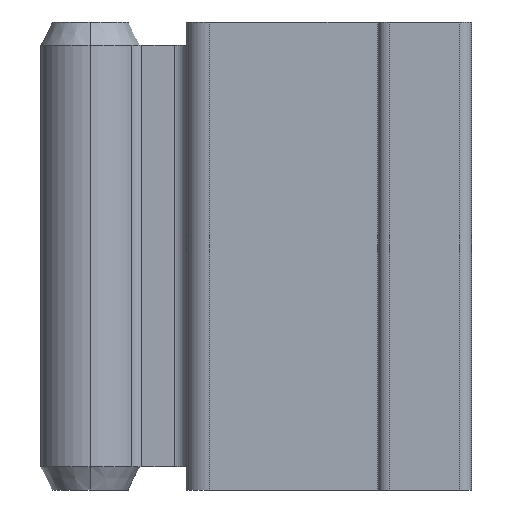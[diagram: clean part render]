
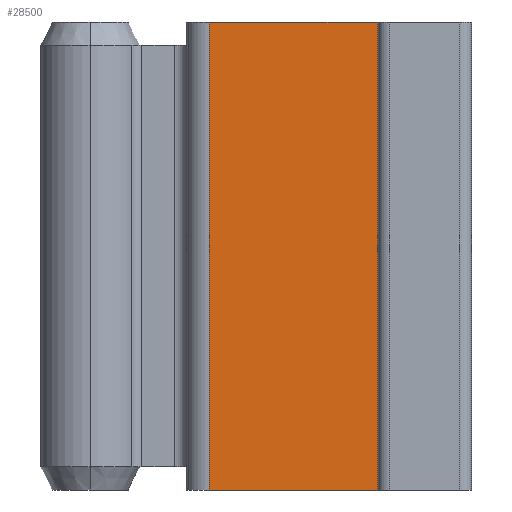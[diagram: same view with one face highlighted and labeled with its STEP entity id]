
A CAD part, left-side view. The second image highlights one B-rep face of the part: STEP entity #28500.
In plain terms, the highlighted planar face has unit normal (-1, 0, 0).
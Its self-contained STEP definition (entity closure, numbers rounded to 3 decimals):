
#9140=CARTESIAN_POINT('',(-32.191,-0.896,19.525
));
#9150=VERTEX_POINT('',#9140);
#9180=CARTESIAN_POINT('',(-32.191,-0.896,
-0.475));
#9190=DIRECTION('',(0.,0.,-1.));
#9200=VECTOR('',#9190,1.);
#9210=LINE('',#9180,#9200);
#9220=CARTESIAN_POINT('',(-32.191,-0.896,
-0.475));
#9230=VERTEX_POINT('',#9220);
#9240=EDGE_CURVE('',#9150,#9230,#9210,.T.);
#15800=CARTESIAN_POINT('',(-32.191,-10.596,19.525
));
#15810=VERTEX_POINT('',#15800);
#15840=CARTESIAN_POINT('',(-32.191,-61.546,19.525
));
#15850=DIRECTION('',(0.,1.,0.));
#15860=VECTOR('',#15850,1.);
#15870=LINE('',#15840,#15860);
#15880=EDGE_CURVE('',#15810,#9150,#15870,.T.);
#28270=CARTESIAN_POINT('',(-32.191,-9.046,11.525
));
#28280=DIRECTION('',(1.,0.,0.));
#28290=DIRECTION('',(0.,-1.,0.));
#28300=AXIS2_PLACEMENT_3D('',#28270,#28280,#28290);
#28310=PLANE('',#28300);
#28320=CARTESIAN_POINT('',(-32.191,-61.546,
-0.475));
#28330=DIRECTION('',(0.,1.,0.));
#28340=VECTOR('',#28330,1.);
#28350=LINE('',#28320,#28340);
#28360=CARTESIAN_POINT('',(-32.191,-10.596,
-0.475));
#28370=VERTEX_POINT('',#28360);
#28380=EDGE_CURVE('',#28370,#9230,#28350,.T.);
#28390=ORIENTED_EDGE('',*,*,#28380,.F.);
#28400=ORIENTED_EDGE('',*,*,#9240,.T.);
#28410=ORIENTED_EDGE('',*,*,#15880,.T.);
#28420=CARTESIAN_POINT('',(-32.191,-10.596,
-0.475));
#28430=DIRECTION('',(0.,0.,-1.));
#28440=VECTOR('',#28430,1.);
#28450=LINE('',#28420,#28440);
#28460=EDGE_CURVE('',#15810,#28370,#28450,.T.);
#28470=ORIENTED_EDGE('',*,*,#28460,.F.);
#28480=EDGE_LOOP('',(#28470,#28410,#28400,#28390));
#28490=FACE_OUTER_BOUND('',#28480,.T.);
#28500=ADVANCED_FACE('',(#28490),#28310,.F.);
